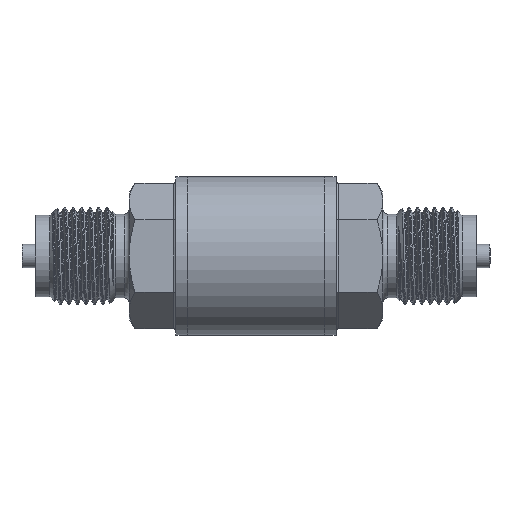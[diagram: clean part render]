
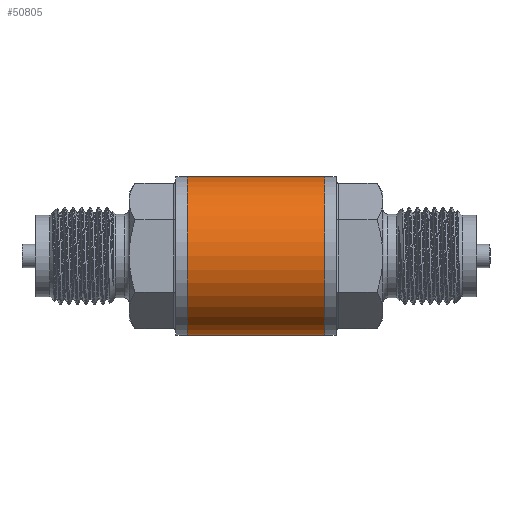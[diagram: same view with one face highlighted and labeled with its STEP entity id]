
A CAD part, front view. The second image highlights one B-rep face of the part: STEP entity #50805.
In plain terms, the highlighted cylindrical face has radius 17 mm (diameter 34 mm), a full revolution.
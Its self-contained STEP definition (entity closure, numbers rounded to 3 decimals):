
#210=FACE_BOUND('',#6288,.T.);
#3495=FACE_OUTER_BOUND('',#6287,.T.);
#6287=EDGE_LOOP('',(#35615,#35616,#35617,#35618));
#6288=EDGE_LOOP('',(#35619,#35620));
#8767=CIRCLE('',#53514,17.);
#8768=CIRCLE('',#53515,17.);
#10128=B_SPLINE_CURVE_WITH_KNOTS('',3,(#88069,#88070,#88071,#88072,#88073,
#88074,#88075,#88076,#88077,#88078,#88079,#88080,#88081,#88082,#88083,#88084,
#88085,#88086,#88087,#88088),.UNSPECIFIED.,.F.,.F.,(4,2,2,2,2,2,2,2,2,4),
(-5.022,-4.957,-4.66,-4.362,
-4.065,-3.767,-3.47,-2.9,
-2.615,-2.33),.UNSPECIFIED.);
#10129=B_SPLINE_CURVE_WITH_KNOTS('',3,(#88089,#88090,#88091,#88092,#88093,
#88094,#88095,#88096,#88097,#88098,#88099,#88100,#88101,#88102,#88103,#88104,
#88105,#88106,#88107,#88108,#88109,#88110,#88111,#88112,#88113,#88114,#88115,
#88116,#88117,#88118,#88119,#88120,#88121,#88122,#88123,#88124,#88125,#88126,
#88127,#88128,#88129,#88130,#88131),.UNSPECIFIED.,.F.,.F.,(4,2,2,2,2,2,
2,3,2,2,2,2,2,2,2,2,2,2,2,2,4),(-2.33,-2.045,-1.76,
-1.19,-0.893,-0.595,-0.298,
0.,0.298,0.595,0.893,1.19,
1.76,2.045,2.33,2.615,2.9,
3.47,3.767,4.065,4.297),
 .UNSPECIFIED.);
#11763=LINE('',#88147,#16108);
#16108=VECTOR('',#58248,17.);
#20783=VERTEX_POINT('',#88067);
#20784=VERTEX_POINT('',#88068);
#20787=VERTEX_POINT('',#88144);
#20788=VERTEX_POINT('',#88146);
#26508=EDGE_CURVE('',#20783,#20784,#10128,.T.);
#26509=EDGE_CURVE('',#20784,#20783,#10129,.T.);
#26514=EDGE_CURVE('',#20787,#20787,#8767,.T.);
#26515=EDGE_CURVE('',#20787,#20788,#11763,.T.);
#26516=EDGE_CURVE('',#20788,#20788,#8768,.T.);
#35615=ORIENTED_EDGE('',*,*,#26514,.F.);
#35616=ORIENTED_EDGE('',*,*,#26515,.T.);
#35617=ORIENTED_EDGE('',*,*,#26516,.F.);
#35618=ORIENTED_EDGE('',*,*,#26515,.F.);
#35619=ORIENTED_EDGE('',*,*,#26508,.T.);
#35620=ORIENTED_EDGE('',*,*,#26509,.T.);
#49675=CYLINDRICAL_SURFACE('',#53513,17.);
#50805=ADVANCED_FACE('',(#3495,#210),#49675,.T.);
#53513=AXIS2_PLACEMENT_3D('',#88143,#58244,#58245);
#53514=AXIS2_PLACEMENT_3D('',#88145,#58246,#58247);
#53515=AXIS2_PLACEMENT_3D('',#88148,#58249,#58250);
#58244=DIRECTION('center_axis',(1.,0.,0.));
#58245=DIRECTION('ref_axis',(0.,0.,-1.));
#58246=DIRECTION('center_axis',(1.,0.,0.));
#58247=DIRECTION('ref_axis',(0.,0.,-1.));
#58248=DIRECTION('',(-1.,0.,0.));
#58249=DIRECTION('center_axis',(-1.,0.,0.));
#58250=DIRECTION('ref_axis',(0.,0.,-1.));
#88067=CARTESIAN_POINT('',(3.5,9.909,13.813));
#88068=CARTESIAN_POINT('',(-14.25,17.,0.));
#88069=CARTESIAN_POINT('Ctrl Pts',(3.5,9.909,13.813));
#88070=CARTESIAN_POINT('Ctrl Pts',(3.3,9.838,13.864));
#88071=CARTESIAN_POINT('Ctrl Pts',(3.099,9.772,13.911));
#88072=CARTESIAN_POINT('Ctrl Pts',(1.961,9.433,14.147));
#88073=CARTESIAN_POINT('Ctrl Pts',(0.992,9.27,14.25));
#88074=CARTESIAN_POINT('Ctrl Pts',(-0.992,9.27,
14.25));
#88075=CARTESIAN_POINT('Ctrl Pts',(-1.961,9.433,14.147));
#88076=CARTESIAN_POINT('Ctrl Pts',(-3.829,9.99,13.759));
#88077=CARTESIAN_POINT('Ctrl Pts',(-4.729,10.381,13.475));
#88078=CARTESIAN_POINT('Ctrl Pts',(-6.439,11.264,12.746));
#88079=CARTESIAN_POINT('Ctrl Pts',(-7.251,11.755,12.301));
#88080=CARTESIAN_POINT('Ctrl Pts',(-8.759,12.741,11.277));
#88081=CARTESIAN_POINT('Ctrl Pts',(-9.454,13.234,10.698));
#88082=CARTESIAN_POINT('Ctrl Pts',(-11.268,14.569,8.885));
#88083=CARTESIAN_POINT('Ctrl Pts',(-12.355,15.44,7.35));
#88084=CARTESIAN_POINT('Ctrl Pts',(-13.475,16.354,4.732));
#88085=CARTESIAN_POINT('Ctrl Pts',(-13.766,16.596,3.807));
#88086=CARTESIAN_POINT('Ctrl Pts',(-14.154,16.919,1.916));
#88087=CARTESIAN_POINT('Ctrl Pts',(-14.25,17.,0.95));
#88088=CARTESIAN_POINT('Ctrl Pts',(-14.25,17.,0.));
#88089=CARTESIAN_POINT('Ctrl Pts',(-14.25,17.,0.));
#88090=CARTESIAN_POINT('Ctrl Pts',(-14.25,17.,-0.95));
#88091=CARTESIAN_POINT('Ctrl Pts',(-14.154,16.919,-1.916));
#88092=CARTESIAN_POINT('Ctrl Pts',(-13.766,16.596,-3.807));
#88093=CARTESIAN_POINT('Ctrl Pts',(-13.475,16.354,-4.732));
#88094=CARTESIAN_POINT('Ctrl Pts',(-12.355,15.44,-7.35));
#88095=CARTESIAN_POINT('Ctrl Pts',(-11.268,14.569,-8.885));
#88096=CARTESIAN_POINT('Ctrl Pts',(-9.454,13.234,-10.698));
#88097=CARTESIAN_POINT('Ctrl Pts',(-8.759,12.741,-11.277));
#88098=CARTESIAN_POINT('Ctrl Pts',(-7.251,11.755,-12.301));
#88099=CARTESIAN_POINT('Ctrl Pts',(-6.439,11.264,-12.746));
#88100=CARTESIAN_POINT('Ctrl Pts',(-4.729,10.381,-13.475));
#88101=CARTESIAN_POINT('Ctrl Pts',(-3.829,9.99,-13.759));
#88102=CARTESIAN_POINT('Ctrl Pts',(-1.961,9.433,-14.147));
#88103=CARTESIAN_POINT('Ctrl Pts',(-0.992,9.27,
-14.25));
#88104=CARTESIAN_POINT('Ctrl Pts',(0.,9.27,-14.25));
#88105=CARTESIAN_POINT('Ctrl Pts',(0.992,9.27,-14.25));
#88106=CARTESIAN_POINT('Ctrl Pts',(1.961,9.433,-14.147));
#88107=CARTESIAN_POINT('Ctrl Pts',(3.829,9.99,-13.759));
#88108=CARTESIAN_POINT('Ctrl Pts',(4.729,10.381,-13.475));
#88109=CARTESIAN_POINT('Ctrl Pts',(6.439,11.264,-12.746));
#88110=CARTESIAN_POINT('Ctrl Pts',(7.251,11.755,-12.301));
#88111=CARTESIAN_POINT('Ctrl Pts',(8.759,12.741,-11.277));
#88112=CARTESIAN_POINT('Ctrl Pts',(9.454,13.234,-10.698));
#88113=CARTESIAN_POINT('Ctrl Pts',(11.268,14.569,-8.885));
#88114=CARTESIAN_POINT('Ctrl Pts',(12.355,15.44,-7.35));
#88115=CARTESIAN_POINT('Ctrl Pts',(13.475,16.354,-4.732));
#88116=CARTESIAN_POINT('Ctrl Pts',(13.766,16.596,-3.807));
#88117=CARTESIAN_POINT('Ctrl Pts',(14.154,16.919,-1.916));
#88118=CARTESIAN_POINT('Ctrl Pts',(14.25,17.,-0.95));
#88119=CARTESIAN_POINT('Ctrl Pts',(14.25,17.,0.95));
#88120=CARTESIAN_POINT('Ctrl Pts',(14.154,16.919,1.916));
#88121=CARTESIAN_POINT('Ctrl Pts',(13.766,16.596,3.807));
#88122=CARTESIAN_POINT('Ctrl Pts',(13.475,16.354,4.732));
#88123=CARTESIAN_POINT('Ctrl Pts',(12.355,15.44,7.35));
#88124=CARTESIAN_POINT('Ctrl Pts',(11.268,14.569,8.885));
#88125=CARTESIAN_POINT('Ctrl Pts',(9.454,13.234,10.698));
#88126=CARTESIAN_POINT('Ctrl Pts',(8.759,12.741,11.277));
#88127=CARTESIAN_POINT('Ctrl Pts',(7.251,11.755,12.301));
#88128=CARTESIAN_POINT('Ctrl Pts',(6.439,11.264,12.746));
#88129=CARTESIAN_POINT('Ctrl Pts',(4.915,10.477,13.395));
#88130=CARTESIAN_POINT('Ctrl Pts',(4.219,10.163,13.631));
#88131=CARTESIAN_POINT('Ctrl Pts',(3.5,9.909,13.813));
#88143=CARTESIAN_POINT('Origin',(0.,0.,0.));
#88144=CARTESIAN_POINT('',(14.7,0.,17.));
#88145=CARTESIAN_POINT('Origin',(14.7,0.,0.));
#88146=CARTESIAN_POINT('',(-14.7,0.,17.));
#88147=CARTESIAN_POINT('',(0.,0.,17.));
#88148=CARTESIAN_POINT('Origin',(-14.7,0.,0.));
